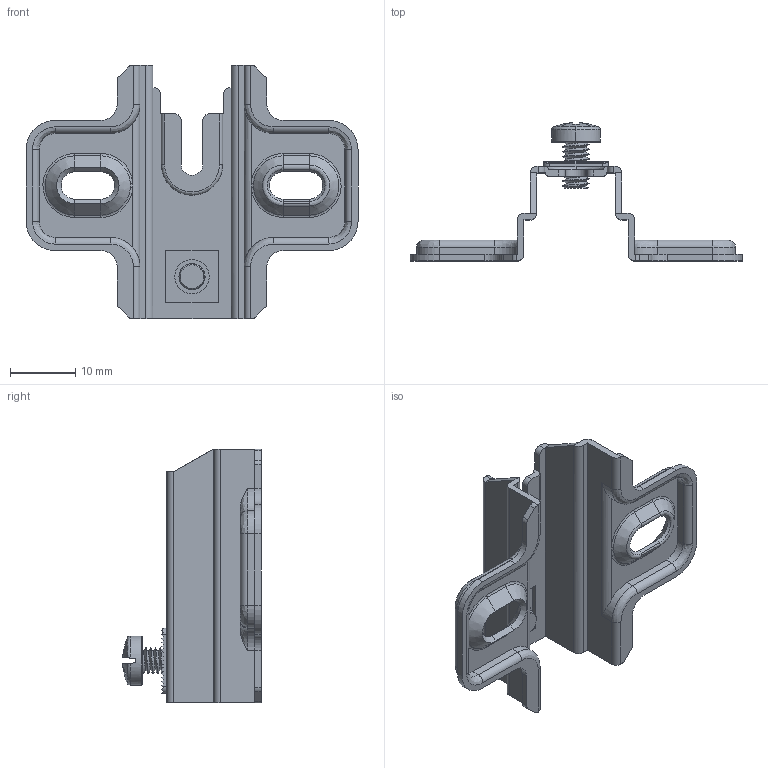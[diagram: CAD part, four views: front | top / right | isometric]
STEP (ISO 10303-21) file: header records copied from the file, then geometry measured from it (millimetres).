
FILE_DESCRIPTION (( 'STEP AP214' ), '1' );
FILE_NAME ('F000117_3D.step', '2022-06-06T12:59:09', ( '' ), ( '' ), 'SwSTEP 2.0', 'SolidWorks 2020', '' );
FILE_SCHEMA (( 'AUTOMOTIVE_DESIGN' ));
Length unit declared in the file: millimetre
Products named in the file (3): A03H2-NC40; C03嘐隅蹟佪-2-NC40; F000117_3D
Assembly tree (2 placements, depth 2):
  F000117_3D
    A03H2-NC40
    C03嘐隅蹟佪-2-NC40
Bounding box: 51 x 21.25 x 39 mm (x, y, z)
Volume: 2498 mm3; surface area: 5379 mm2
Topology: 2 solids, 2 shells, 422 faces, 1155 edges, 742 vertices
Faces by surface type: plane 229, cylinder 131, bspline 41, cone 21
Entity records: 16247 total; most frequent: CARTESIAN_POINT 5789, ORIENTED_EDGE 2310, DIRECTION 2056, EDGE_CURVE 1155, VERTEX_POINT 742, AXIS2_PLACEMENT_3D 692, LINE 672, VECTOR 672
